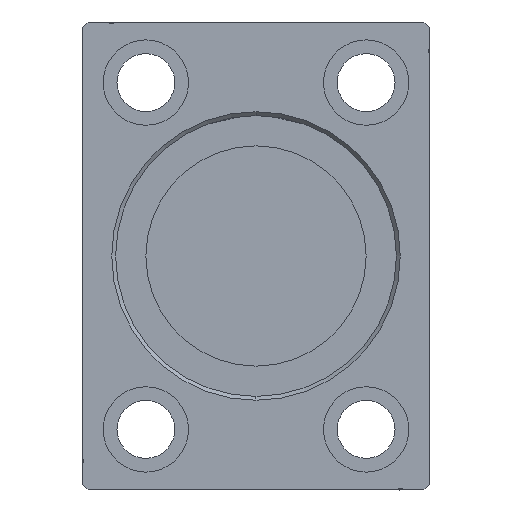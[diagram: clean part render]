
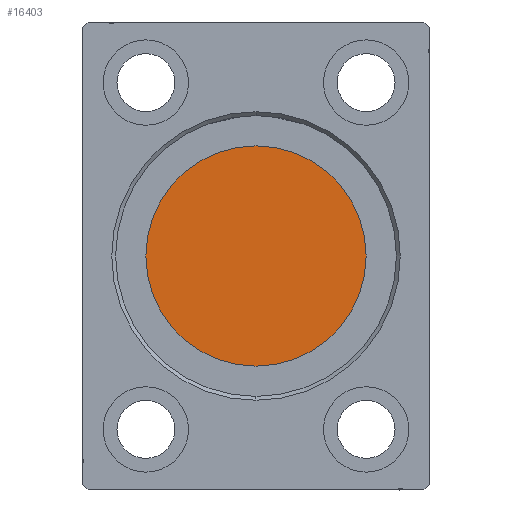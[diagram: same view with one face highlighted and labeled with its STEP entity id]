
A CAD part, left-side view. The second image highlights one B-rep face of the part: STEP entity #16403.
In plain terms, the highlighted planar face has unit normal (-1, 0, 0).
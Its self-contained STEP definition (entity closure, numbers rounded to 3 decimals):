
#512 = ORIENTED_EDGE ( 'NONE', *, *, #13653, .T. ) ;
#5403 = ORIENTED_EDGE ( 'NONE', *, *, #19078, .T. ) ;
#6351 = AXIS2_PLACEMENT_3D ( 'NONE', #33007, #29796, #26988 ) ;
#6932 = EDGE_LOOP ( 'NONE', ( #5403, #512 ) ) ;
#8767 = DIRECTION ( 'NONE',  ( 0., 0., 1. ) ) ;
#10287 = FACE_OUTER_BOUND ( 'NONE', #6932, .T. ) ;
#12587 = CIRCLE ( 'NONE', #20105, 20. ) ;
#13653 = EDGE_CURVE ( 'NONE', #35875, #32111, #20746, .T. ) ;
#16403 = ADVANCED_FACE ( 'NONE', ( #10287 ), #16500, .T. ) ;
#16500 = PLANE ( 'NONE',  #6351 ) ;
#19078 = EDGE_CURVE ( 'NONE', #32111, #35875, #12587, .T. ) ;
#20105 = AXIS2_PLACEMENT_3D ( 'NONE', #28066, #27858, #8767 ) ;
#20746 = CIRCLE ( 'NONE', #31626, 20. ) ;
#23886 = CARTESIAN_POINT ( 'NONE',  ( 156.3, 0., 0. ) ) ;
#26694 = DIRECTION ( 'NONE',  ( -1., 0., 0. ) ) ;
#26988 = DIRECTION ( 'NONE',  ( 0., 0., 1. ) ) ;
#27858 = DIRECTION ( 'NONE',  ( -1., 0., 0. ) ) ;
#28066 = CARTESIAN_POINT ( 'NONE',  ( 156.3, 0., 0. ) ) ;
#29796 = DIRECTION ( 'NONE',  ( -1., 0., 0. ) ) ;
#31626 = AXIS2_PLACEMENT_3D ( 'NONE', #23886, #26694, #37189 ) ;
#32111 = VERTEX_POINT ( 'NONE', #36998 ) ;
#33007 = CARTESIAN_POINT ( 'NONE',  ( 156.3, 0., 0. ) ) ;
#34051 = CARTESIAN_POINT ( 'NONE',  ( 156.3, 0., -20. ) ) ;
#35875 = VERTEX_POINT ( 'NONE', #34051 ) ;
#36998 = CARTESIAN_POINT ( 'NONE',  ( 156.3, 0., 20. ) ) ;
#37189 = DIRECTION ( 'NONE',  ( 0., 0., 1. ) ) ;
